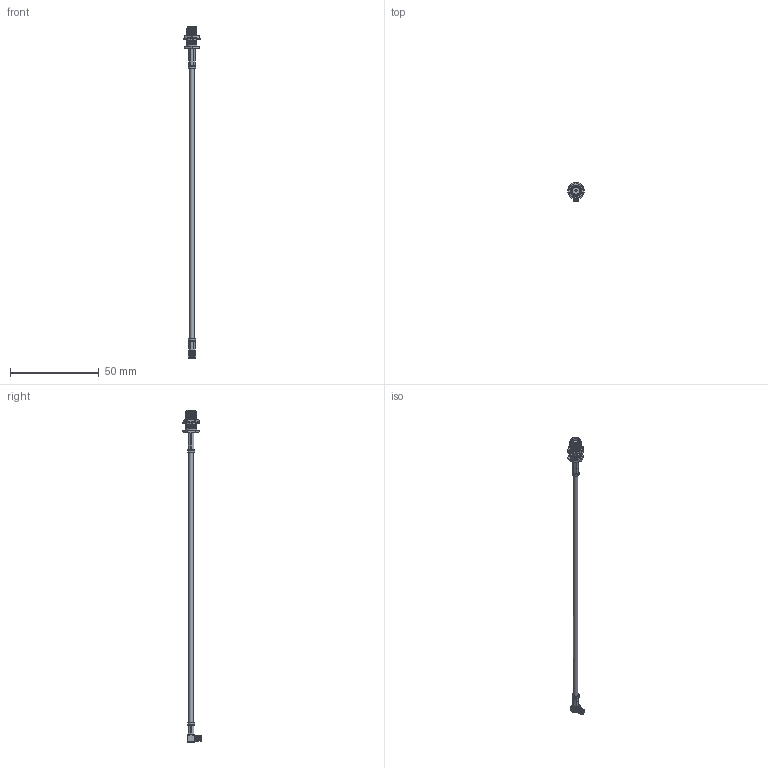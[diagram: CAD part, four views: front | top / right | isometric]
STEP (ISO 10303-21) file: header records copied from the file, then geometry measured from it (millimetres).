
FILE_DESCRIPTION (( 'STEP AP203' ), '1' );
FILE_NAME ('PE3W06423_3D.step', '2022-03-03T21:34:01', ( '' ), ( '' ), 'SwSTEP 2.0', 'SolidWorks 2021', '' );
FILE_SCHEMA (( 'CONFIG_CONTROL_DESIGN' ));
Length unit declared in the file: inch
Products named in the file (4): PE45128^PE3W06423_Crimped; RG316U^PE3W06423_RG316; PE3W06423_3D; PE4427^PE3W06423_Crimped
Assembly tree (3 placements, depth 2):
  PE3W06423_3D
    RG316U^PE3W06423_RG316
    PE4427^PE3W06423_Crimped
    PE45128^PE3W06423_Crimped
Bounding box: 9.4 x 10.44 x 187.09 mm (x, y, z)
Volume: 1306.7 mm3; surface area: 2748.8 mm2
Topology: 10 solids, 10 shells, 384 faces, 1058 edges, 706 vertices
Faces by surface type: plane 127, cylinder 117, bspline 90, cone 44, torus 6
Full cylindrical faces by diameter (mm): 0.381 x1, 0.406 x2, 0.635 x2, 0.914 x1, 1.194 x1, 1.27 x1, 1.626 x1, 1.702 x1, 2.057 x1, 2.489 x1, 2.565 x1, 2.692 x1, 2.718 x1, 2.822 x1, 3.48 x2, 3.516 x1, 3.862 x1, 3.988 x2, 4.572 x1, 5.359 x1, 9.398 x1
Entity records: 33517 total; most frequent: CARTESIAN_POINT 24803, ORIENTED_EDGE 2008, DIRECTION 1287, EDGE_CURVE 1004, VERTEX_POINT 691, AXIS2_PLACEMENT_3D 506, EDGE_LOOP 447, B_SPLINE_CURVE_WITH_KNOTS 418
